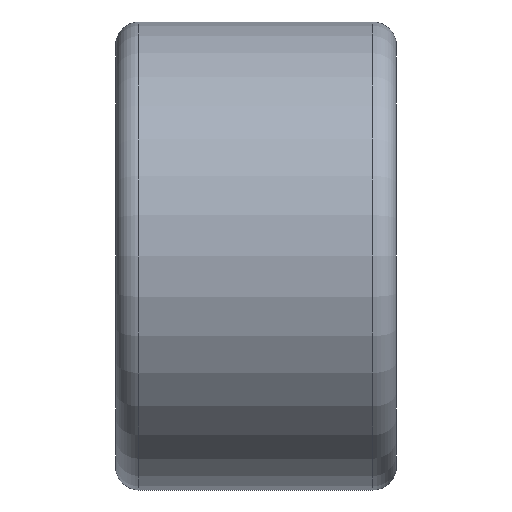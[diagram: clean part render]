
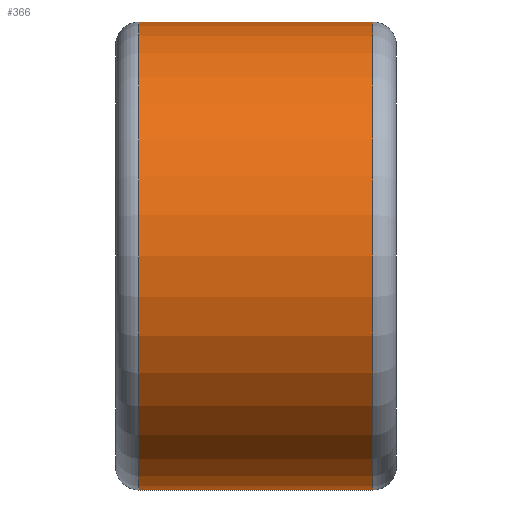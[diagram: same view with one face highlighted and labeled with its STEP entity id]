
A CAD part, left-side view. The second image highlights one B-rep face of the part: STEP entity #366.
In plain terms, the highlighted cylindrical face has radius 5 mm (diameter 10 mm), a partial arc.
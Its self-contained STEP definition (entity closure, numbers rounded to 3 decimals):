
#7 = AXIS2_PLACEMENT_3D ( 'NONE', #11, #373, #189 ) ;
#8 = CARTESIAN_POINT ( 'NONE',  ( 0., 5.5, 0. ) ) ;
#11 = CARTESIAN_POINT ( 'NONE',  ( 0., 0.5, 0. ) ) ;
#22 = VERTEX_POINT ( 'NONE', #242 ) ;
#28 = CYLINDRICAL_SURFACE ( 'NONE', #279, 5. ) ;
#30 = CARTESIAN_POINT ( 'NONE',  ( 0., 5.5, -5. ) ) ;
#36 = CARTESIAN_POINT ( 'NONE',  ( 0., 5.5, 5. ) ) ;
#73 = EDGE_CURVE ( 'NONE', #390, #22, #278, .T. ) ;
#77 = LINE ( 'NONE', #192, #363 ) ;
#108 = EDGE_LOOP ( 'NONE', ( #344, #197, #168, #298 ) ) ;
#118 = DIRECTION ( 'NONE',  ( 0., 0., -1. ) ) ;
#120 = CARTESIAN_POINT ( 'NONE',  ( 0., 6., 0. ) ) ;
#122 = AXIS2_PLACEMENT_3D ( 'NONE', #8, #219, #364 ) ;
#168 = ORIENTED_EDGE ( 'NONE', *, *, #194, .T. ) ;
#171 = EDGE_CURVE ( 'NONE', #338, #22, #77, .T. ) ;
#189 = DIRECTION ( 'NONE',  ( 0., 0., 1. ) ) ;
#192 = CARTESIAN_POINT ( 'NONE',  ( 0., 6., 5. ) ) ;
#194 = EDGE_CURVE ( 'NONE', #322, #390, #235, .T. ) ;
#197 = ORIENTED_EDGE ( 'NONE', *, *, #246, .T. ) ;
#198 = CARTESIAN_POINT ( 'NONE',  ( 0., 0.5, -5. ) ) ;
#219 = DIRECTION ( 'NONE',  ( 0., -1., 0. ) ) ;
#224 = CARTESIAN_POINT ( 'NONE',  ( 0., 6., -5. ) ) ;
#235 = LINE ( 'NONE', #224, #362 ) ;
#242 = CARTESIAN_POINT ( 'NONE',  ( 0., 0.5, 5. ) ) ;
#246 = EDGE_CURVE ( 'NONE', #338, #322, #309, .T. ) ;
#269 = FACE_OUTER_BOUND ( 'NONE', #108, .T. ) ;
#278 = CIRCLE ( 'NONE', #7, 5. ) ;
#279 = AXIS2_PLACEMENT_3D ( 'NONE', #120, #395, #118 ) ;
#298 = ORIENTED_EDGE ( 'NONE', *, *, #73, .T. ) ;
#309 = CIRCLE ( 'NONE', #122, 5. ) ;
#316 = DIRECTION ( 'NONE',  ( 0., -1., 0. ) ) ;
#322 = VERTEX_POINT ( 'NONE', #30 ) ;
#338 = VERTEX_POINT ( 'NONE', #36 ) ;
#344 = ORIENTED_EDGE ( 'NONE', *, *, #171, .F. ) ;
#357 = DIRECTION ( 'NONE',  ( 0., -1., 0. ) ) ;
#362 = VECTOR ( 'NONE', #316, 1000. ) ;
#363 = VECTOR ( 'NONE', #357, 1000. ) ;
#364 = DIRECTION ( 'NONE',  ( 0., 0., 1. ) ) ;
#366 = ADVANCED_FACE ( 'NONE', ( #269 ), #28, .T. ) ;
#373 = DIRECTION ( 'NONE',  ( 0., 1., 0. ) ) ;
#390 = VERTEX_POINT ( 'NONE', #198 ) ;
#395 = DIRECTION ( 'NONE',  ( 0., -1., 0. ) ) ;
